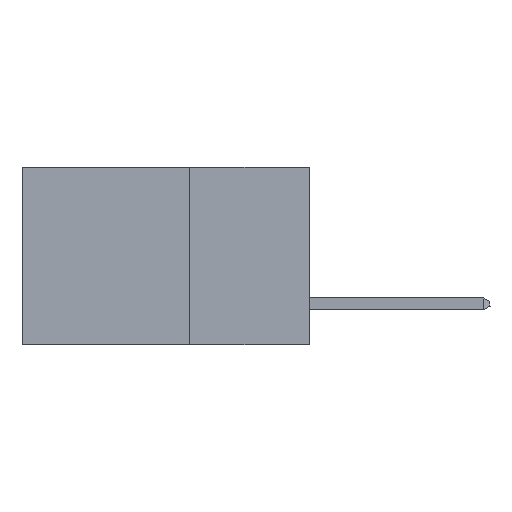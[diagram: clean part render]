
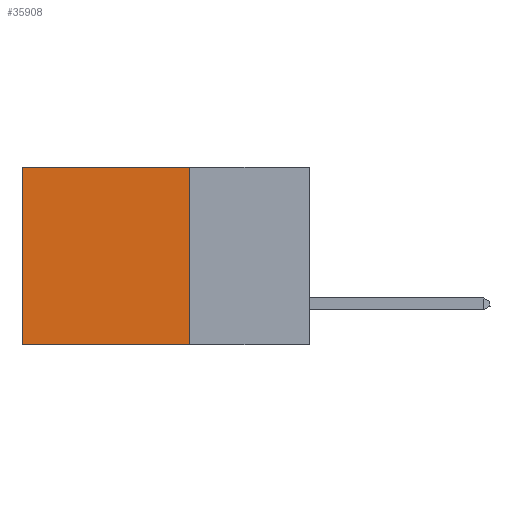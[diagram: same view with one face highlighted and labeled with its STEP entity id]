
A CAD part, left-side view. The second image highlights one B-rep face of the part: STEP entity #35908.
In plain terms, the highlighted planar face has unit normal (-1, 0, 0).
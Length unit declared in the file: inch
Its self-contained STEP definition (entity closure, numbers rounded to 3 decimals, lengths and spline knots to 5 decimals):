
#850 = DIRECTION ( 'NONE',  ( 0., 1., 0. ) ) ;
#2434 = CARTESIAN_POINT ( 'NONE',  ( 0.2875, 0.6, 0. ) ) ;
#2744 = VECTOR ( 'NONE', #2835, 39.37008 ) ;
#2835 = DIRECTION ( 'NONE',  ( 0., 0., -1. ) ) ;
#4805 = LINE ( 'NONE', #17857, #31655 ) ;
#5705 = VERTEX_POINT ( 'NONE', #25847 ) ;
#6276 = CARTESIAN_POINT ( 'NONE',  ( 0.2875, 0.6, -0.37 ) ) ;
#7593 = LINE ( 'NONE', #12826, #11863 ) ;
#10436 = VERTEX_POINT ( 'NONE', #35130 ) ;
#10990 = LINE ( 'NONE', #2434, #19913 ) ;
#11190 = DIRECTION ( 'NONE',  ( 0., 0., -1. ) ) ;
#11334 = AXIS2_PLACEMENT_3D ( 'NONE', #29185, #38394, #11190 ) ;
#11863 = VECTOR ( 'NONE', #850, 39.37008 ) ;
#12337 = FACE_OUTER_BOUND ( 'NONE', #31208, .T. ) ;
#12826 = CARTESIAN_POINT ( 'NONE',  ( 0.2875, 0.25, 0. ) ) ;
#14340 = EDGE_CURVE ( 'NONE', #5705, #10436, #20199, .T. ) ;
#14777 = DIRECTION ( 'NONE',  ( 0., 0., -1. ) ) ;
#17754 = ORIENTED_EDGE ( 'NONE', *, *, #25210, .T. ) ;
#17857 = CARTESIAN_POINT ( 'NONE',  ( 0.2875, 0.25, -0.37 ) ) ;
#19418 = EDGE_CURVE ( 'NONE', #35795, #24783, #10990, .T. ) ;
#19692 = EDGE_CURVE ( 'NONE', #10436, #24783, #4805, .T. ) ;
#19913 = VECTOR ( 'NONE', #14777, 39.37008 ) ;
#20199 = LINE ( 'NONE', #26691, #2744 ) ;
#20275 = DIRECTION ( 'NONE',  ( 0., 1., 0. ) ) ;
#20557 = ORIENTED_EDGE ( 'NONE', *, *, #14340, .F. ) ;
#24783 = VERTEX_POINT ( 'NONE', #6276 ) ;
#25210 = EDGE_CURVE ( 'NONE', #5705, #35795, #7593, .T. ) ;
#25573 = ORIENTED_EDGE ( 'NONE', *, *, #19692, .F. ) ;
#25790 = CARTESIAN_POINT ( 'NONE',  ( 0.2875, 0.6, 0. ) ) ;
#25847 = CARTESIAN_POINT ( 'NONE',  ( 0.2875, 0.25, 0. ) ) ;
#26691 = CARTESIAN_POINT ( 'NONE',  ( 0.2875, 0.25, 0. ) ) ;
#28487 = ORIENTED_EDGE ( 'NONE', *, *, #19418, .T. ) ;
#29185 = CARTESIAN_POINT ( 'NONE',  ( 0.2875, 0.25, 0. ) ) ;
#29457 = PLANE ( 'NONE',  #11334 ) ;
#31208 = EDGE_LOOP ( 'NONE', ( #28487, #25573, #20557, #17754 ) ) ;
#31655 = VECTOR ( 'NONE', #20275, 39.37008 ) ;
#35130 = CARTESIAN_POINT ( 'NONE',  ( 0.2875, 0.25, -0.37 ) ) ;
#35795 = VERTEX_POINT ( 'NONE', #25790 ) ;
#35908 = ADVANCED_FACE ( 'NONE', ( #12337 ), #29457, .F. ) ;
#38394 = DIRECTION ( 'NONE',  ( 1., 0., 0. ) ) ;
